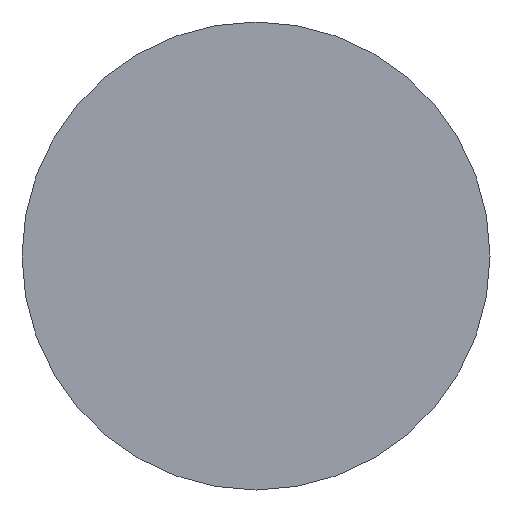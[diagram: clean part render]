
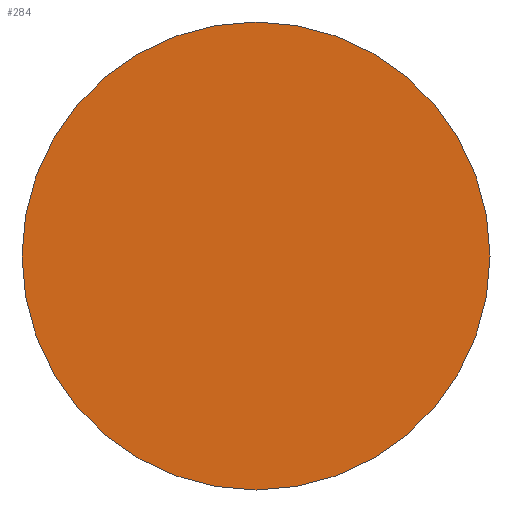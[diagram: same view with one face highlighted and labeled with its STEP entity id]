
A CAD part, front view. The second image highlights one B-rep face of the part: STEP entity #284.
In plain terms, the highlighted planar face has unit normal (0, -1, 0).
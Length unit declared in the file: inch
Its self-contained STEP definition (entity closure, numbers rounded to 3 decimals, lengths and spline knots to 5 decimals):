
#2 = CARTESIAN_POINT ( 'NONE',  ( 0., 0., 0. ) ) ;
#7 = DIRECTION ( 'NONE',  ( 0., 0., -1. ) ) ;
#20 = DIRECTION ( 'NONE',  ( 0., 0., -1. ) ) ;
#45 = ORIENTED_EDGE ( 'NONE', *, *, #63, .T. ) ;
#63 = EDGE_CURVE ( 'NONE', #234, #291, #239, .T. ) ;
#71 = CARTESIAN_POINT ( 'NONE',  ( 0., 0., 0. ) ) ;
#84 = AXIS2_PLACEMENT_3D ( 'NONE', #71, #257, #20 ) ;
#99 = DIRECTION ( 'NONE',  ( 0., 0., -1. ) ) ;
#108 = FACE_OUTER_BOUND ( 'NONE', #109, .T. ) ;
#109 = EDGE_LOOP ( 'NONE', ( #202, #45 ) ) ;
#113 = AXIS2_PLACEMENT_3D ( 'NONE', #266, #128, #7 ) ;
#128 = DIRECTION ( 'NONE',  ( 0., -1., 0. ) ) ;
#173 = CARTESIAN_POINT ( 'NONE',  ( 0., 0., 0.09375 ) ) ;
#202 = ORIENTED_EDGE ( 'NONE', *, *, #212, .T. ) ;
#205 = CARTESIAN_POINT ( 'NONE',  ( 0., 0., -0.09375 ) ) ;
#212 = EDGE_CURVE ( 'NONE', #291, #234, #226, .T. ) ;
#226 = CIRCLE ( 'NONE', #113, 0.09375 ) ;
#234 = VERTEX_POINT ( 'NONE', #173 ) ;
#239 = CIRCLE ( 'NONE', #306, 0.09375 ) ;
#257 = DIRECTION ( 'NONE',  ( 0., -1., 0. ) ) ;
#266 = CARTESIAN_POINT ( 'NONE',  ( 0., 0., 0. ) ) ;
#284 = ADVANCED_FACE ( 'NONE', ( #108 ), #293, .T. ) ;
#289 = DIRECTION ( 'NONE',  ( 0., -1., 0. ) ) ;
#291 = VERTEX_POINT ( 'NONE', #205 ) ;
#293 = PLANE ( 'NONE',  #84 ) ;
#306 = AXIS2_PLACEMENT_3D ( 'NONE', #2, #289, #99 ) ;
